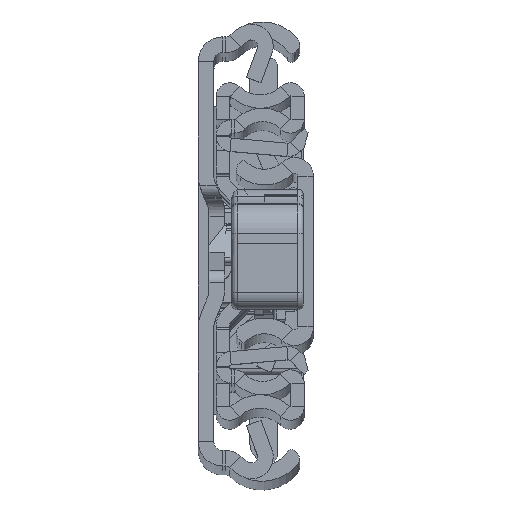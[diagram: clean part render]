
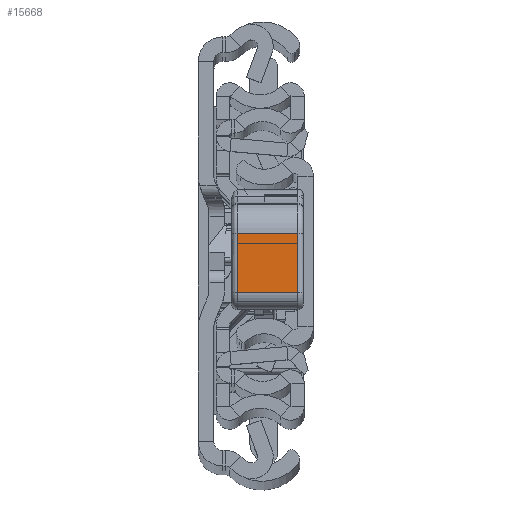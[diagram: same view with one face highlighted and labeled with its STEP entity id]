
A CAD part, top view. The second image highlights one B-rep face of the part: STEP entity #15668.
In plain terms, the highlighted face is planar.
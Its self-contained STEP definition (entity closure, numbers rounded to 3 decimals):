
#659 = EDGE_CURVE ( 'NONE', #13929, #18473, #32741, .T. ) ;
#3527 = EDGE_CURVE ( 'NONE', #32225, #21400, #20548, .T. ) ;
#4291 = VECTOR ( 'NONE', #25990, 1000. ) ;
#5304 = CARTESIAN_POINT ( 'NONE',  ( 39.55, -12.274, 0. ) ) ;
#5940 = EDGE_LOOP ( 'NONE', ( #18645, #25253, #21226, #29376 ) ) ;
#6142 = VECTOR ( 'NONE', #32456, 1000. ) ;
#8211 = DIRECTION ( 'NONE',  ( -0.027, -1., 0. ) ) ;
#11743 = CARTESIAN_POINT ( 'NONE',  ( 39.55, -12.274, 10. ) ) ;
#12934 = LINE ( 'NONE', #5304, #4291 ) ;
#13290 = DIRECTION ( 'NONE',  ( -1., 0.027, 0. ) ) ;
#13632 = PLANE ( 'NONE',  #20115 ) ;
#13929 = VERTEX_POINT ( 'NONE', #17910 ) ;
#15668 = ADVANCED_FACE ( 'NONE', ( #16502 ), #13632, .F. ) ;
#16502 = FACE_OUTER_BOUND ( 'NONE', #5940, .T. ) ;
#17357 = CARTESIAN_POINT ( 'NONE',  ( 39.55, -12.274, 0. ) ) ;
#17447 = CARTESIAN_POINT ( 'NONE',  ( 39.55, -12.274, 11. ) ) ;
#17910 = CARTESIAN_POINT ( 'NONE',  ( 39.55, -12.274, 10. ) ) ;
#17994 = CARTESIAN_POINT ( 'NONE',  ( 39.818, -2.465, 11. ) ) ;
#18473 = VERTEX_POINT ( 'NONE', #17357 ) ;
#18645 = ORIENTED_EDGE ( 'NONE', *, *, #659, .T. ) ;
#20115 = AXIS2_PLACEMENT_3D ( 'NONE', #26863, #13290, #8211 ) ;
#20548 = LINE ( 'NONE', #17994, #30711 ) ;
#21226 = ORIENTED_EDGE ( 'NONE', *, *, #3527, .T. ) ;
#21400 = VERTEX_POINT ( 'NONE', #30182 ) ;
#21927 = LINE ( 'NONE', #11743, #6142 ) ;
#25253 = ORIENTED_EDGE ( 'NONE', *, *, #27624, .T. ) ;
#25990 = DIRECTION ( 'NONE',  ( 0.027, 1., 0. ) ) ;
#26863 = CARTESIAN_POINT ( 'NONE',  ( 39.55, -12.274, 11. ) ) ;
#27624 = EDGE_CURVE ( 'NONE', #18473, #32225, #12934, .T. ) ;
#27631 = DIRECTION ( 'NONE',  ( 0., 0., -1. ) ) ;
#28046 = CARTESIAN_POINT ( 'NONE',  ( 39.818, -2.465, 0. ) ) ;
#28351 = DIRECTION ( 'NONE',  ( 0., 0., 1. ) ) ;
#29376 = ORIENTED_EDGE ( 'NONE', *, *, #30877, .T. ) ;
#30182 = CARTESIAN_POINT ( 'NONE',  ( 39.818, -2.465, 10. ) ) ;
#30711 = VECTOR ( 'NONE', #28351, 1000. ) ;
#30877 = EDGE_CURVE ( 'NONE', #21400, #13929, #21927, .T. ) ;
#31989 = VECTOR ( 'NONE', #27631, 1000. ) ;
#32225 = VERTEX_POINT ( 'NONE', #28046 ) ;
#32456 = DIRECTION ( 'NONE',  ( -0.027, -1., 0. ) ) ;
#32741 = LINE ( 'NONE', #17447, #31989 ) ;
